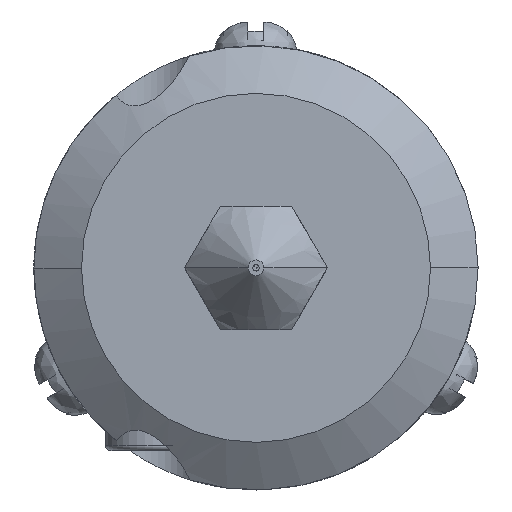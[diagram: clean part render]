
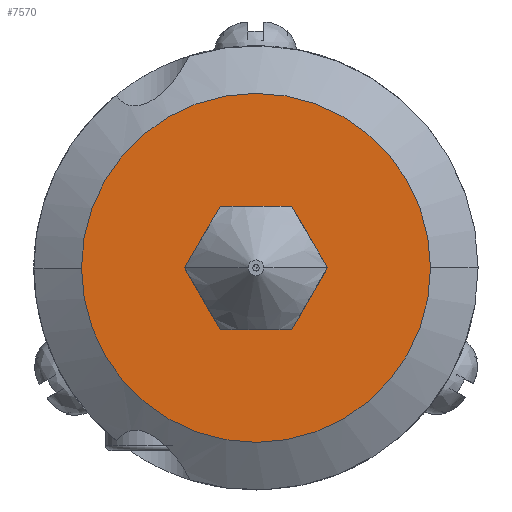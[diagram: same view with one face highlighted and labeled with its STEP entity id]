
A CAD part, front view. The second image highlights one B-rep face of the part: STEP entity #7570.
In plain terms, the highlighted face is planar.
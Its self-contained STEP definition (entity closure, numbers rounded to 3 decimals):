
#5960=CARTESIAN_POINT('',(0.,0.,0.));
#5961=DIRECTION('',(0.,0.,-1.));
#5962=DIRECTION('',(1.,0.,0.));
#5963=AXIS2_PLACEMENT_3D('',#5960,#5961,#5962);
#5965=CARTESIAN_POINT('',(0.,0.,0.));
#5966=DIRECTION('',(0.,0.,-1.));
#5967=DIRECTION('',(-1.,0.,0.));
#5968=AXIS2_PLACEMENT_3D('',#5965,#5966,#5967);
#5970=CARTESIAN_POINT('',(0.,0.,0.));
#5971=DIRECTION('',(0.,0.,-1.));
#5972=DIRECTION('',(1.,0.,0.));
#5973=AXIS2_PLACEMENT_3D('',#5970,#5971,#5972);
#5975=CARTESIAN_POINT('',(0.,0.,0.));
#5976=DIRECTION('',(0.,0.,-1.));
#5977=DIRECTION('',(-1.,0.,0.));
#5978=AXIS2_PLACEMENT_3D('',#5975,#5976,#5977);
#7351=CARTESIAN_POINT('',(11.,0.,0.));
#7352=CARTESIAN_POINT('',(-11.,0.,0.));
#7353=VERTEX_POINT('',#7351);
#7354=VERTEX_POINT('',#7352);
#7441=CARTESIAN_POINT('',(2.625,0.,0.));
#7442=CARTESIAN_POINT('',(-2.625,0.,0.));
#7443=VERTEX_POINT('',#7441);
#7444=VERTEX_POINT('',#7442);
#7553=CARTESIAN_POINT('',(0.,0.,0.));
#7554=DIRECTION('',(0.,0.,1.));
#7555=DIRECTION('',(1.,0.,0.));
#7556=AXIS2_PLACEMENT_3D('',#7553,#7554,#7555);
#7557=PLANE('',#7556);
#7559=ORIENTED_EDGE('',*,*,#7558,.F.);
#7561=ORIENTED_EDGE('',*,*,#7560,.F.);
#7562=EDGE_LOOP('',(#7559,#7561));
#7563=FACE_OUTER_BOUND('',#7562,.F.);
#7565=ORIENTED_EDGE('',*,*,#7564,.T.);
#7567=ORIENTED_EDGE('',*,*,#7566,.T.);
#7568=EDGE_LOOP('',(#7565,#7567));
#7569=FACE_BOUND('',#7568,.F.);
#5964=CIRCLE('',#5963,11.);
#5969=CIRCLE('',#5968,11.);
#5974=CIRCLE('',#5973,2.625);
#5979=CIRCLE('',#5978,2.625);
#7558=EDGE_CURVE('',#7353,#7354,#5964,.T.);
#7560=EDGE_CURVE('',#7354,#7353,#5969,.T.);
#7564=EDGE_CURVE('',#7443,#7444,#5974,.T.);
#7566=EDGE_CURVE('',#7444,#7443,#5979,.T.);
#7570=ADVANCED_FACE('',(#7563,#7569),#7557,.F.);
